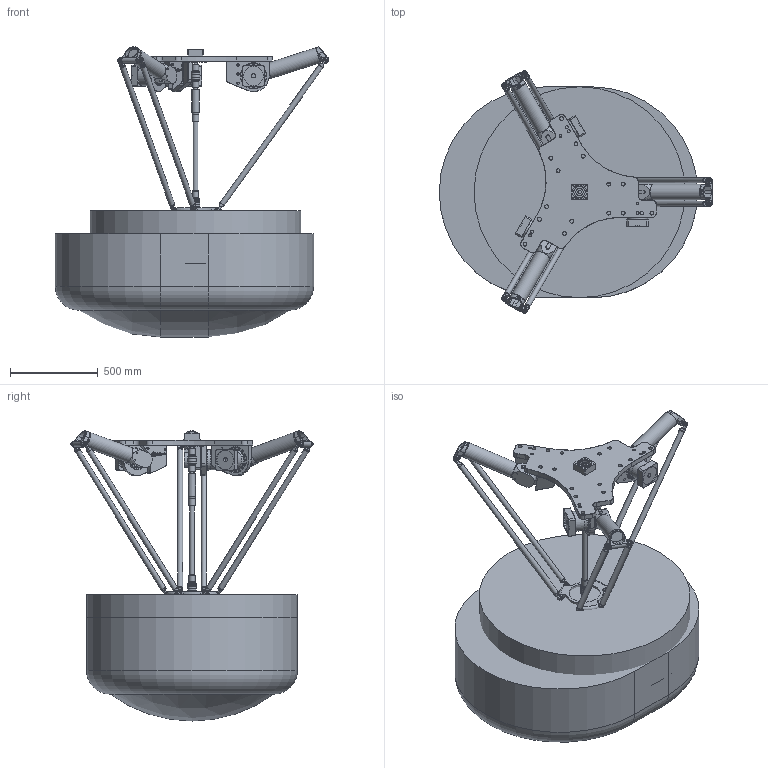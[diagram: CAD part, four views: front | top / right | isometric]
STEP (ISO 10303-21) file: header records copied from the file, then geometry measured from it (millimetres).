
FILE_DESCRIPTION(/* description */ (''),/* implementation_level */ '2;1');
FILE_NAME(/* name */ '3D-model_A_00080.stp',/* time_stamp */ '2023-08-07T10:39:14+02:00',/* author */ ('simon.eble'),/* organization */ ('Majatronic'),/* preprocessor_version */ 'ST-DEVELOPER v16.5',/* originating_system */ 'Autodesk Inventor 2017',/* authorisation */ '');
FILE_SCHEMA (('AUTOMOTIVE_DESIGN { 1 0 10303 214 3 1 1 }'));
Products named in the file (11): A_00080_DUMMY; MT_WST00053570MT_WST; MT_WST00113860; MT_WST00054870; MT_WST00100591 n/a; MT_WST00063617MT_WST; MT_WST00113873; MT_WST00113874; MT_WST00055005MT_WST; MT_WST00055470MT_WST; MT_WST00050309MT_WST
Assembly tree (22 placements, depth 2):
  A_00080_DUMMY
    MT_WST00053570MT_WST
    MT_WST00113860
    MT_WST00054870
    MT_WST00100591 n/a
    MT_WST00063617MT_WST
    MT_WST00113873
    MT_WST00113874
    MT_WST00055005MT_WST  x3
    MT_WST00050309MT_WST  x6
    MT_WST00055470MT_WST  x6
Bounding box: 1556.3 x 1379.04 x 1650.72 mm (x, y, z)
Volume: 1159389812.9 mm3; surface area: 11018089.5 mm2
Topology: 23 solids, 38 shells, 3137 faces, 7256 edges, 4557 vertices
Faces by surface type: plane 1492, cylinder 909, bspline 380, cone 238, torus 111, sphere 7
Full cylindrical faces by diameter (mm): 4 x2, 4.917 x14, 6 x3, 6.647 x6, 8 x76, 8.5 x48, 9 x2, 9.6 x3, 10 x2, 11 x2, 12 x22, 13.835 x9, 16 x12, 17 x1, 17.294 x6, 18 x48, 19.7 x1, 20 x1, 22 x15, 24 x3, 28 x1, 29.98 x12, 30 x18, 35 x3, 36 x3, 41 x1, 42 x1, 45 x4, 50 x3, 63 x1
Entity records: 69685 total; most frequent: CARTESIAN_POINT 24875, DIRECTION 9198, ORIENTED_EDGE 8280, EDGE_CURVE 4140, AXIS2_PLACEMENT_3D 3381, VERTEX_POINT 2833, EDGE_LOOP 2673, LINE 2436
